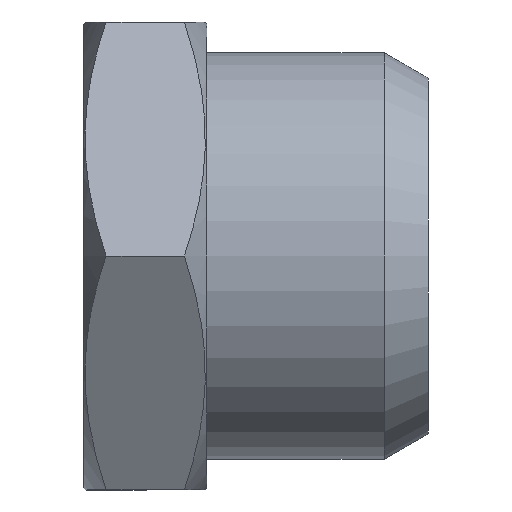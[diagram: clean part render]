
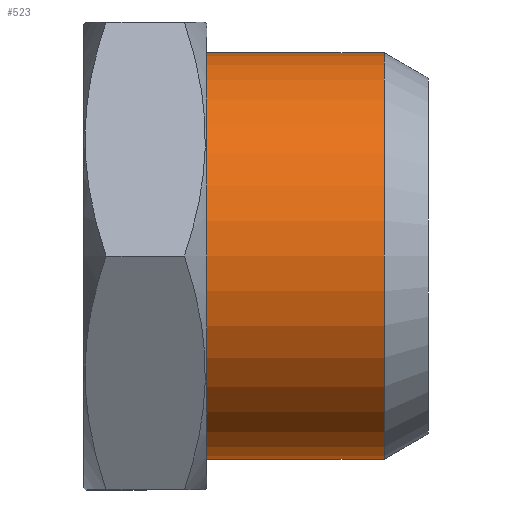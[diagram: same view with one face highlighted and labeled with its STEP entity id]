
A CAD part, left-side view. The second image highlights one B-rep face of the part: STEP entity #523.
In plain terms, the highlighted cylindrical face has radius 8.25 mm (diameter 16.5 mm), a partial arc.
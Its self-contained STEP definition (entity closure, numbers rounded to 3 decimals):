
#18 = AXIS2_PLACEMENT_3D ( 'NONE', #171, #165, #170 ) ;
#41 = VECTOR ( 'NONE', #423, 1000. ) ;
#45 = VECTOR ( 'NONE', #470, 1000. ) ;
#80 = CARTESIAN_POINT ( 'NONE',  ( 0., 9., 8.25 ) ) ;
#81 = CARTESIAN_POINT ( 'NONE',  ( 0., 9., -8.25 ) ) ;
#82 = CARTESIAN_POINT ( 'NONE',  ( 0., 1.8, -8.25 ) ) ;
#83 = CARTESIAN_POINT ( 'NONE',  ( 0., 1.8, 8.25 ) ) ;
#165 = DIRECTION ( 'NONE',  ( 0., 1., 0. ) ) ;
#170 = DIRECTION ( 'NONE',  ( 0., 0., 1. ) ) ;
#171 = CARTESIAN_POINT ( 'NONE',  ( 0., 17.464, 0. ) ) ;
#205 = EDGE_CURVE ( 'NONE', #671, #670, #558, .T. ) ;
#305 = DIRECTION ( 'NONE',  ( 0., 0., 1. ) ) ;
#309 = DIRECTION ( 'NONE',  ( 0., 1., 0. ) ) ;
#339 = EDGE_CURVE ( 'NONE', #672, #673, #573, .T. ) ;
#416 = DIRECTION ( 'NONE',  ( 0., 0., 1. ) ) ;
#417 = DIRECTION ( 'NONE',  ( 0., 1., 0. ) ) ;
#418 = CARTESIAN_POINT ( 'NONE',  ( 0., 9., 0. ) ) ;
#422 = CARTESIAN_POINT ( 'NONE',  ( 0., 17.464, -8.25 ) ) ;
#423 = DIRECTION ( 'NONE',  ( 0., 1., 0. ) ) ;
#468 = CARTESIAN_POINT ( 'NONE',  ( 0., 17.464, 8.25 ) ) ;
#470 = DIRECTION ( 'NONE',  ( 0., 1., 0. ) ) ;
#492 = CARTESIAN_POINT ( 'NONE',  ( 0., 1.8, 0. ) ) ;
#523 = ADVANCED_FACE ( 'NONE', ( #777 ), #778, .T. ) ;
#549 = EDGE_CURVE ( 'NONE', #672, #671, #798, .T. ) ;
#552 = EDGE_CURVE ( 'NONE', #673, #670, #799, .T. ) ;
#557 = AXIS2_PLACEMENT_3D ( 'NONE', #418, #417, #416 ) ;
#558 = CIRCLE ( 'NONE', #557, 8.25 ) ;
#573 = CIRCLE ( 'NONE', #574, 8.25 ) ;
#574 = AXIS2_PLACEMENT_3D ( 'NONE', #492, #309, #305 ) ;
#583 = ORIENTED_EDGE ( 'NONE', *, *, #552, .T. ) ;
#584 = ORIENTED_EDGE ( 'NONE', *, *, #339, .T. ) ;
#670 = VERTEX_POINT ( 'NONE', #80 ) ;
#671 = VERTEX_POINT ( 'NONE', #81 ) ;
#672 = VERTEX_POINT ( 'NONE', #82 ) ;
#673 = VERTEX_POINT ( 'NONE', #83 ) ;
#723 = ORIENTED_EDGE ( 'NONE', *, *, #205, .F. ) ;
#724 = ORIENTED_EDGE ( 'NONE', *, *, #549, .F. ) ;
#732 = EDGE_LOOP ( 'NONE', ( #724, #584, #583, #723 ) ) ;
#777 = FACE_OUTER_BOUND ( 'NONE', #732, .T. ) ;
#778 = CYLINDRICAL_SURFACE ( 'NONE', #18, 8.25 ) ;
#798 = LINE ( 'NONE', #422, #41 ) ;
#799 = LINE ( 'NONE', #468, #45 ) ;
